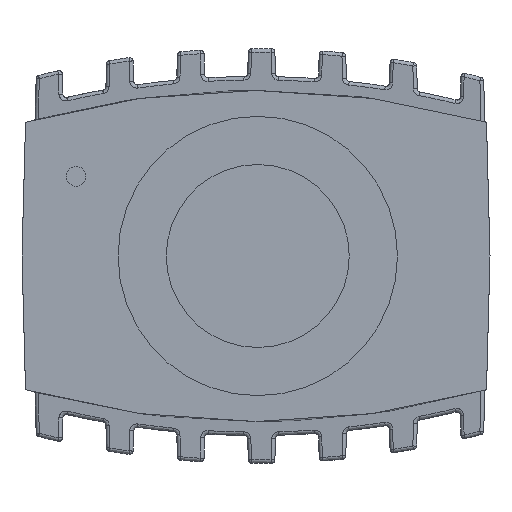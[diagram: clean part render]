
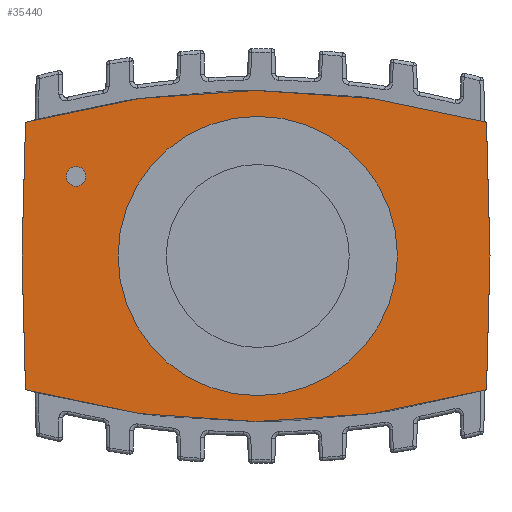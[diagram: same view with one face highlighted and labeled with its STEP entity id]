
A CAD part, front view. The second image highlights one B-rep face of the part: STEP entity #35440.
In plain terms, the highlighted planar face has unit normal (0, -1, 0).
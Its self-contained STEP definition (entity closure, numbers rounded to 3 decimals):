
#622=FACE_BOUND('',#4767,.T.);
#623=FACE_BOUND('',#4768,.T.);
#1637=CIRCLE('',#37910,1.4);
#1696=CIRCLE('',#38040,122.);
#1697=CIRCLE('',#38041,122.);
#1698=CIRCLE('',#38042,18.1);
#2831=FACE_OUTER_BOUND('',#4766,.T.);
#4766=EDGE_LOOP('',(#24784,#24785,#24786,#24787,#24788,#24789));
#4767=EDGE_LOOP('',(#24790));
#4768=EDGE_LOOP('',(#24791,#24792,#24793,#24794));
#6900=LINE('',#55405,#10537);
#6905=LINE('',#55416,#10542);
#6907=LINE('',#55423,#10544);
#6908=LINE('',#55425,#10545);
#6909=LINE('',#55429,#10546);
#6910=LINE('',#55430,#10547);
#6911=LINE('',#55432,#10548);
#10537=VECTOR('',#43275,1.);
#10542=VECTOR('',#43290,1.);
#10544=VECTOR('',#43296,1.);
#10545=VECTOR('',#43297,1.);
#10546=VECTOR('',#43300,1.);
#10547=VECTOR('',#43301,1.);
#10548=VECTOR('',#43302,1.);
#14235=VERTEX_POINT('',#54919);
#14397=VERTEX_POINT('',#55402);
#14398=VERTEX_POINT('',#55404);
#14399=VERTEX_POINT('',#55415);
#14400=VERTEX_POINT('',#55419);
#14401=VERTEX_POINT('',#55420);
#14402=VERTEX_POINT('',#55422);
#14403=VERTEX_POINT('',#55424);
#14404=VERTEX_POINT('',#55426);
#14405=VERTEX_POINT('',#55428);
#14406=VERTEX_POINT('',#55431);
#18032=EDGE_CURVE('',#14235,#14235,#1637,.T.);
#18249=EDGE_CURVE('',#14398,#14397,#6900,.T.);
#18254=EDGE_CURVE('',#14399,#14398,#6905,.T.);
#18256=EDGE_CURVE('',#14400,#14401,#1696,.T.);
#18257=EDGE_CURVE('',#14401,#14402,#6907,.T.);
#18258=EDGE_CURVE('',#14402,#14403,#6908,.T.);
#18259=EDGE_CURVE('',#14403,#14404,#1697,.T.);
#18260=EDGE_CURVE('',#14404,#14405,#6909,.T.);
#18261=EDGE_CURVE('',#14405,#14400,#6910,.T.);
#18262=EDGE_CURVE('',#14397,#14406,#6911,.T.);
#18263=EDGE_CURVE('',#14406,#14399,#1698,.T.);
#24784=ORIENTED_EDGE('',*,*,#18256,.T.);
#24785=ORIENTED_EDGE('',*,*,#18257,.T.);
#24786=ORIENTED_EDGE('',*,*,#18258,.T.);
#24787=ORIENTED_EDGE('',*,*,#18259,.T.);
#24788=ORIENTED_EDGE('',*,*,#18260,.T.);
#24789=ORIENTED_EDGE('',*,*,#18261,.T.);
#24790=ORIENTED_EDGE('',*,*,#18032,.T.);
#24791=ORIENTED_EDGE('',*,*,#18249,.T.);
#24792=ORIENTED_EDGE('',*,*,#18262,.T.);
#24793=ORIENTED_EDGE('',*,*,#18263,.T.);
#24794=ORIENTED_EDGE('',*,*,#18254,.T.);
#31901=PLANE('',#38039);
#35440=ADVANCED_FACE('',(#2831,#622,#623),#31901,.T.);
#37910=AXIS2_PLACEMENT_3D('',#54920,#42884,#42885);
#38039=AXIS2_PLACEMENT_3D('',#55418,#43292,#43293);
#38040=AXIS2_PLACEMENT_3D('',#55421,#43294,#43295);
#38041=AXIS2_PLACEMENT_3D('',#55427,#43298,#43299);
#38042=AXIS2_PLACEMENT_3D('',#55433,#43303,#43304);
#42884=DIRECTION('center_axis',(0.,1.,0.));
#42885=DIRECTION('ref_axis',(1.,0.,0.));
#43275=DIRECTION('',(0.,0.,-1.));
#43290=DIRECTION('',(-1.,0.,0.));
#43292=DIRECTION('center_axis',(0.,-1.,0.));
#43293=DIRECTION('ref_axis',(0.,0.,-1.));
#43294=DIRECTION('center_axis',(0.,-1.,0.));
#43295=DIRECTION('ref_axis',(-0.27,0.,-0.963));
#43296=DIRECTION('',(0.026,0.,1.));
#43297=DIRECTION('',(-0.026,0.,1.));
#43298=DIRECTION('center_axis',(0.,-1.,0.));
#43299=DIRECTION('ref_axis',(0.27,0.,0.963));
#43300=DIRECTION('',(-0.026,0.,-1.));
#43301=DIRECTION('',(0.026,0.,-1.));
#43302=DIRECTION('',(1.,0.,0.));
#43303=DIRECTION('center_axis',(0.,1.,0.));
#43304=DIRECTION('ref_axis',(0.997,0.,0.083));
#54919=CARTESIAN_POINT('',(172.523,200.,211.4));
#54920=CARTESIAN_POINT('Origin',(173.923,200.,211.4));
#55402=CARTESIAN_POINT('',(216.443,200.,198.5));
#55404=CARTESIAN_POINT('',(216.443,200.,201.5));
#55405=CARTESIAN_POINT('',(216.443,200.,199.494));
#55415=CARTESIAN_POINT('',(217.961,200.,201.5));
#55416=CARTESIAN_POINT('',(208.817,200.,201.5));
#55418=CARTESIAN_POINT('Origin',(199.673,200.,195.488));
#55419=CARTESIAN_POINT('',(166.674,200.,180.847));
#55420=CARTESIAN_POINT('',(232.671,200.,180.847));
#55421=CARTESIAN_POINT('Origin',(199.673,200.,298.3));
#55422=CARTESIAN_POINT('',(233.173,200.,200.));
#55423=CARTESIAN_POINT('',(232.671,200.,180.847));
#55424=CARTESIAN_POINT('',(232.671,200.,219.153));
#55425=CARTESIAN_POINT('',(233.173,200.,200.));
#55426=CARTESIAN_POINT('',(166.674,200.,219.153));
#55427=CARTESIAN_POINT('Origin',(199.673,200.,101.7));
#55428=CARTESIAN_POINT('',(166.173,200.,200.));
#55429=CARTESIAN_POINT('',(166.674,200.,219.153));
#55430=CARTESIAN_POINT('',(166.173,200.,200.));
#55431=CARTESIAN_POINT('',(217.961,200.,198.5));
#55432=CARTESIAN_POINT('',(208.048,200.,198.5));
#55433=CARTESIAN_POINT('Origin',(199.923,200.,200.));
